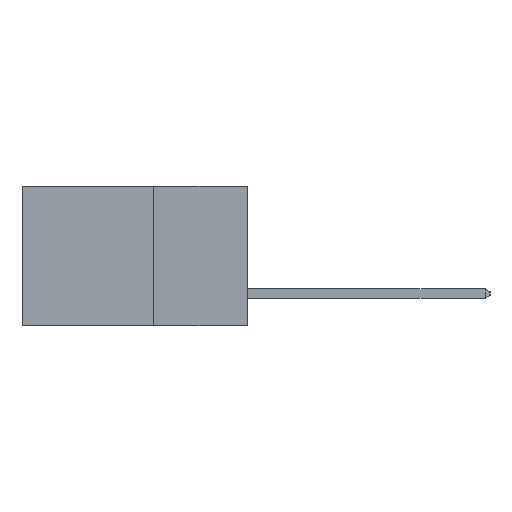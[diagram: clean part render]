
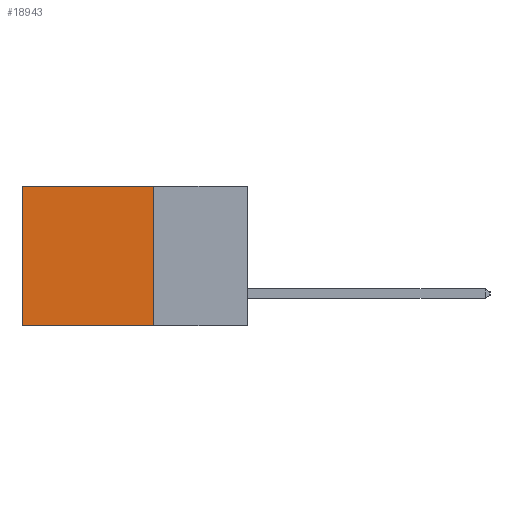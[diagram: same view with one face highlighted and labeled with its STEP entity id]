
A CAD part, left-side view. The second image highlights one B-rep face of the part: STEP entity #18943.
In plain terms, the highlighted planar face has unit normal (-1, 0, 0).
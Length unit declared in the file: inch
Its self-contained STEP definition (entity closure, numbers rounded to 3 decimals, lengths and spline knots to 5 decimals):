
#250 = CARTESIAN_POINT ( 'NONE',  ( 0.298, 0.6, 0. ) ) ;
#702 = EDGE_CURVE ( 'NONE', #25352, #17309, #1348, .T. ) ;
#750 = CARTESIAN_POINT ( 'NONE',  ( 0.298, 0.25, 0. ) ) ;
#1348 = LINE ( 'NONE', #20501, #27755 ) ;
#1394 = EDGE_CURVE ( 'NONE', #32019, #17309, #14610, .T. ) ;
#1430 = ORIENTED_EDGE ( 'NONE', *, *, #12708, .T. ) ;
#1497 = ORIENTED_EDGE ( 'NONE', *, *, #26721, .F. ) ;
#3339 = PLANE ( 'NONE',  #29253 ) ;
#4255 = DIRECTION ( 'NONE',  ( 0., 0., -1. ) ) ;
#5211 = CARTESIAN_POINT ( 'NONE',  ( 0.298, 0.25, 0. ) ) ;
#5879 = DIRECTION ( 'NONE',  ( 1., 0., 0. ) ) ;
#7672 = VECTOR ( 'NONE', #30039, 39.37008 ) ;
#9233 = ORIENTED_EDGE ( 'NONE', *, *, #1394, .T. ) ;
#9840 = EDGE_LOOP ( 'NONE', ( #9233, #21102, #1497, #1430 ) ) ;
#10420 = CARTESIAN_POINT ( 'NONE',  ( 0.298, 0.25, 0. ) ) ;
#12406 = FACE_OUTER_BOUND ( 'NONE', #9840, .T. ) ;
#12708 = EDGE_CURVE ( 'NONE', #23869, #32019, #27928, .T. ) ;
#14610 = LINE ( 'NONE', #23760, #7672 ) ;
#15244 = VECTOR ( 'NONE', #23292, 39.37008 ) ;
#17309 = VERTEX_POINT ( 'NONE', #17714 ) ;
#17714 = CARTESIAN_POINT ( 'NONE',  ( 0.298, 0.6, -0.37 ) ) ;
#18943 = ADVANCED_FACE ( 'NONE', ( #12406 ), #3339, .F. ) ;
#18958 = CARTESIAN_POINT ( 'NONE',  ( 0.298, 0.25, -0.37 ) ) ;
#20501 = CARTESIAN_POINT ( 'NONE',  ( 0.298, 0.25, -0.37 ) ) ;
#21102 = ORIENTED_EDGE ( 'NONE', *, *, #702, .F. ) ;
#21215 = DIRECTION ( 'NONE',  ( 0., 1., 0. ) ) ;
#22220 = CARTESIAN_POINT ( 'NONE',  ( 0.298, 0.25, 0. ) ) ;
#23292 = DIRECTION ( 'NONE',  ( 0., 1., 0. ) ) ;
#23760 = CARTESIAN_POINT ( 'NONE',  ( 0.298, 0.6, 0. ) ) ;
#23869 = VERTEX_POINT ( 'NONE', #10420 ) ;
#23947 = DIRECTION ( 'NONE',  ( 0., 0., -1. ) ) ;
#25352 = VERTEX_POINT ( 'NONE', #18958 ) ;
#26721 = EDGE_CURVE ( 'NONE', #23869, #25352, #27717, .T. ) ;
#26957 = VECTOR ( 'NONE', #4255, 39.37008 ) ;
#27717 = LINE ( 'NONE', #22220, #26957 ) ;
#27755 = VECTOR ( 'NONE', #21215, 39.37008 ) ;
#27928 = LINE ( 'NONE', #5211, #15244 ) ;
#29253 = AXIS2_PLACEMENT_3D ( 'NONE', #750, #5879, #23947 ) ;
#30039 = DIRECTION ( 'NONE',  ( 0., 0., -1. ) ) ;
#32019 = VERTEX_POINT ( 'NONE', #250 ) ;
